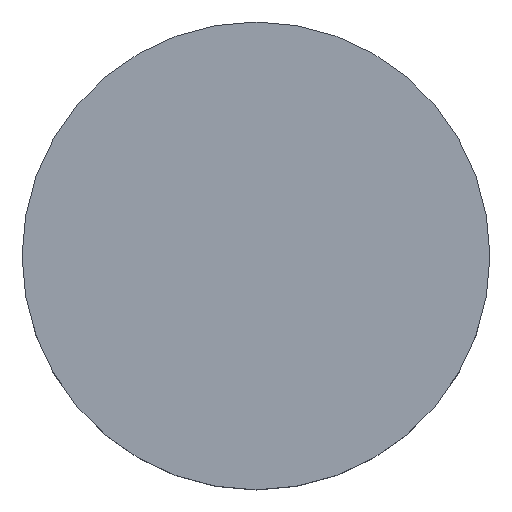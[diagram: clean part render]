
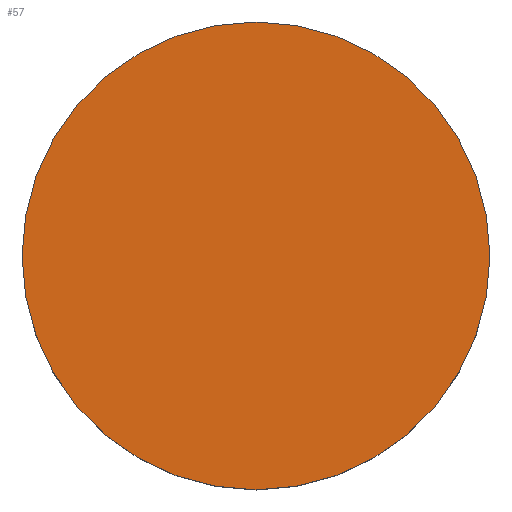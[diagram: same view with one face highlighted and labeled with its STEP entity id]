
A CAD part, top view. The second image highlights one B-rep face of the part: STEP entity #57.
In plain terms, the highlighted planar face has unit normal (0, 0, 1).
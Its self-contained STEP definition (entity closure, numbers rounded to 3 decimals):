
#28 = AXIS2_PLACEMENT_3D ( 'NONE', #120, #139, #109 ) ;
#32 = EDGE_CURVE ( 'NONE', #189, #95, #154, .T. ) ;
#39 = EDGE_LOOP ( 'NONE', ( #163, #112 ) ) ;
#46 = DIRECTION ( 'NONE',  ( 1., 0., 0. ) ) ;
#49 = DIRECTION ( 'NONE',  ( 0., 0., -1. ) ) ;
#52 = CARTESIAN_POINT ( 'NONE',  ( -6.35, 0., 2.5 ) ) ;
#55 = DIRECTION ( 'NONE',  ( 1., 0., 0. ) ) ;
#57 = ADVANCED_FACE ( 'NONE', ( #68 ), #197, .T. ) ;
#68 = FACE_OUTER_BOUND ( 'NONE', #39, .T. ) ;
#86 = EDGE_CURVE ( 'NONE', #95, #189, #101, .T. ) ;
#95 = VERTEX_POINT ( 'NONE', #52 ) ;
#101 = CIRCLE ( 'NONE', #28, 6.35 ) ;
#104 = DIRECTION ( 'NONE',  ( 0., 0., 1. ) ) ;
#109 = DIRECTION ( 'NONE',  ( 1., 0., 0. ) ) ;
#112 = ORIENTED_EDGE ( 'NONE', *, *, #86, .F. ) ;
#120 = CARTESIAN_POINT ( 'NONE',  ( 0., 0., 2.5 ) ) ;
#139 = DIRECTION ( 'NONE',  ( 0., 0., -1. ) ) ;
#144 = CARTESIAN_POINT ( 'NONE',  ( 6.35, 0., 2.5 ) ) ;
#151 = AXIS2_PLACEMENT_3D ( 'NONE', #214, #49, #46 ) ;
#154 = CIRCLE ( 'NONE', #151, 6.35 ) ;
#163 = ORIENTED_EDGE ( 'NONE', *, *, #32, .F. ) ;
#179 = CARTESIAN_POINT ( 'NONE',  ( 0., 13.158, 2.5 ) ) ;
#189 = VERTEX_POINT ( 'NONE', #144 ) ;
#197 = PLANE ( 'NONE',  #229 ) ;
#214 = CARTESIAN_POINT ( 'NONE',  ( 0., 0., 2.5 ) ) ;
#229 = AXIS2_PLACEMENT_3D ( 'NONE', #179, #104, #55 ) ;
